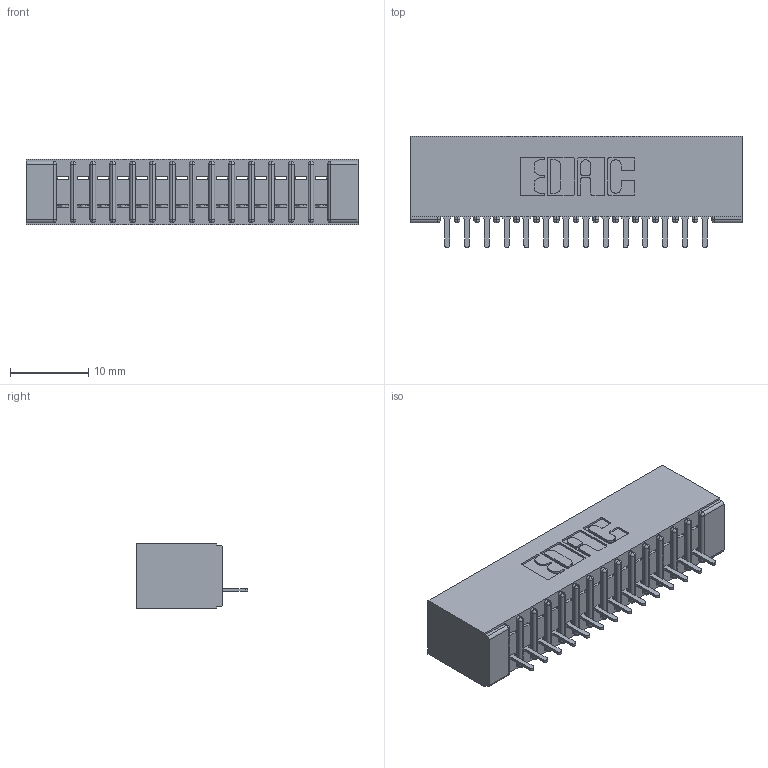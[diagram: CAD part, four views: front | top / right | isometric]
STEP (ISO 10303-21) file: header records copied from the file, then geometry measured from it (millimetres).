
FILE_DESCRIPTION (( 'STEP AP203' ), '1' );
FILE_NAME ('341-014-520-101.STEP', '2018-08-06T15:04:15', ( '' ), ( '' ), 'SwSTEP 2.0', 'SolidWorks 2016', '' );
FILE_SCHEMA (( 'CONFIG_CONTROL_DESIGN' ));
Length unit declared in the file: inch
Products named in the file (3): 341 Part_No Mounting Lugs; 341-292-001_341-292-120; 341-014-520-101
Assembly tree (15 placements, depth 2):
  341-014-520-101
    341 Part_No Mounting Lugs
    341-292-001_341-292-120  x14
Bounding box: 42.55 x 14.27 x 8.38 mm (x, y, z)
Volume: 2473.1 mm3; surface area: 4655 mm2
Topology: 15 solids, 15 shells, 1256 faces, 3610 edges, 2318 vertices
Faces by surface type: plane 778, cylinder 422, sphere 30, torus 26
Entity records: 19947 total; most frequent: CARTESIAN_POINT 3376, ORIENTED_EDGE 3364, DIRECTION 3280, EDGE_CURVE 1682, VECTOR 1332, LINE 1332, VERTEX_POINT 1070, AXIS2_PLACEMENT_3D 974
